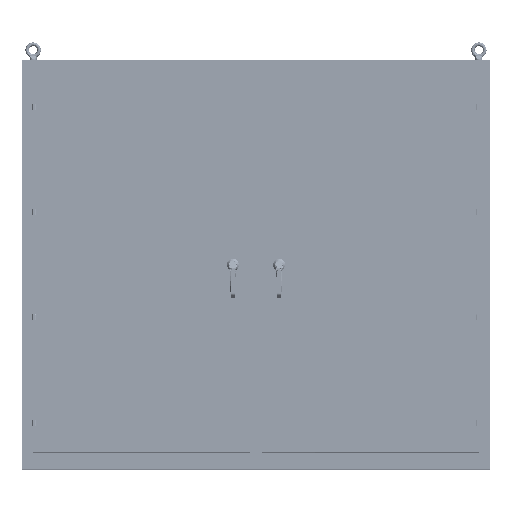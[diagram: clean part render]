
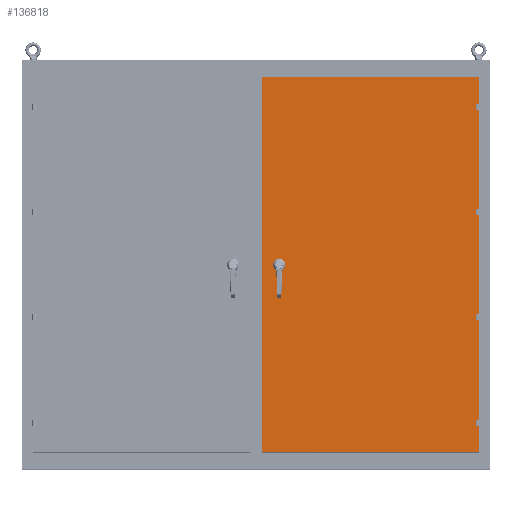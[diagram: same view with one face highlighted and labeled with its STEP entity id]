
A CAD part, top view. The second image highlights one B-rep face of the part: STEP entity #136818.
In plain terms, the highlighted planar face has unit normal (0, 0, 1).
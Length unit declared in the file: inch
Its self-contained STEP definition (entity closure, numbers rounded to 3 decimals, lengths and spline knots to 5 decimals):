
#5903 = AXIS2_PLACEMENT_3D ( 'NONE', #34943, #204145, #178360 ) ;
#20109 = DIRECTION ( 'NONE',  ( 0., 0., 1. ) ) ;
#26431 = AXIS2_PLACEMENT_3D ( 'NONE', #277558, #20109, #130601 ) ;
#27214 = VERTEX_POINT ( 'NONE', #138453 ) ;
#27800 = ORIENTED_EDGE ( 'NONE', *, *, #319676, .F. ) ;
#34163 = DIRECTION ( 'NONE',  ( -1., 0., 0. ) ) ;
#34943 = CARTESIAN_POINT ( 'NONE',  ( 19.0312, 0., 10.058 ) ) ;
#43360 = VERTEX_POINT ( 'NONE', #120678 ) ;
#47533 = EDGE_CURVE ( 'NONE', #195510, #43360, #52702, .T. ) ;
#52702 = LINE ( 'NONE', #83949, #161711 ) ;
#55090 = CARTESIAN_POINT ( 'NONE',  ( 36.98711, 31.1122, 10.058 ) ) ;
#64396 = PLANE ( 'NONE',  #5903 ) ;
#76823 = VERTEX_POINT ( 'NONE', #97146 ) ;
#80496 = VECTOR ( 'NONE', #255126, 39.37008 ) ;
#83949 = CARTESIAN_POINT ( 'NONE',  ( 36.98711, 0., 10.058 ) ) ;
#92147 = VECTOR ( 'NONE', #242588, 39.37008 ) ;
#97146 = CARTESIAN_POINT ( 'NONE',  ( 4.06447, 0., 10.058 ) ) ;
#101009 = LINE ( 'NONE', #102817, #92147 ) ;
#102817 = CARTESIAN_POINT ( 'NONE',  ( 19.0312, 31.1122, 10.058 ) ) ;
#115629 = VECTOR ( 'NONE', #34163, 39.37008 ) ;
#120662 = ORIENTED_EDGE ( 'NONE', *, *, #47533, .F. ) ;
#120678 = CARTESIAN_POINT ( 'NONE',  ( 36.98711, -31.1122, 10.058 ) ) ;
#129039 = EDGE_CURVE ( 'NONE', #27214, #195510, #101009, .T. ) ;
#130601 = DIRECTION ( 'NONE',  ( 1., 0., 0. ) ) ;
#133585 = ORIENTED_EDGE ( 'NONE', *, *, #255872, .F. ) ;
#136818 = ADVANCED_FACE ( 'NONE', ( #259344, #145359 ), #64396, .F. ) ;
#138453 = CARTESIAN_POINT ( 'NONE',  ( 1.0753, 31.1122, 10.058 ) ) ;
#140903 = EDGE_LOOP ( 'NONE', ( #277163 ) ) ;
#142925 = CARTESIAN_POINT ( 'NONE',  ( 1.0753, 0., 10.058 ) ) ;
#145359 = FACE_BOUND ( 'NONE', #140903, .T. ) ;
#161711 = VECTOR ( 'NONE', #168539, 39.37008 ) ;
#168539 = DIRECTION ( 'NONE',  ( 0., -1., 0. ) ) ;
#172167 = LINE ( 'NONE', #343079, #115629 ) ;
#178360 = DIRECTION ( 'NONE',  ( -1., 0., 0. ) ) ;
#194571 = VERTEX_POINT ( 'NONE', #234209 ) ;
#195510 = VERTEX_POINT ( 'NONE', #55090 ) ;
#204145 = DIRECTION ( 'NONE',  ( 0., 0., -1. ) ) ;
#234209 = CARTESIAN_POINT ( 'NONE',  ( 1.0753, -31.1122, 10.058 ) ) ;
#242588 = DIRECTION ( 'NONE',  ( 1., 0., 0. ) ) ;
#249634 = CIRCLE ( 'NONE', #26431, 0.22146 ) ;
#250361 = EDGE_LOOP ( 'NONE', ( #301359, #27800, #133585, #120662 ) ) ;
#255126 = DIRECTION ( 'NONE',  ( 0., 1., 0. ) ) ;
#255872 = EDGE_CURVE ( 'NONE', #43360, #194571, #172167, .T. ) ;
#259344 = FACE_OUTER_BOUND ( 'NONE', #250361, .T. ) ;
#277163 = ORIENTED_EDGE ( 'NONE', *, *, #299277, .F. ) ;
#277558 = CARTESIAN_POINT ( 'NONE',  ( 3.84301, 0., 10.058 ) ) ;
#284474 = LINE ( 'NONE', #142925, #80496 ) ;
#299277 = EDGE_CURVE ( 'NONE', #76823, #76823, #249634, .T. ) ;
#301359 = ORIENTED_EDGE ( 'NONE', *, *, #129039, .F. ) ;
#319676 = EDGE_CURVE ( 'NONE', #194571, #27214, #284474, .T. ) ;
#343079 = CARTESIAN_POINT ( 'NONE',  ( 19.0312, -31.1122, 10.058 ) ) ;
